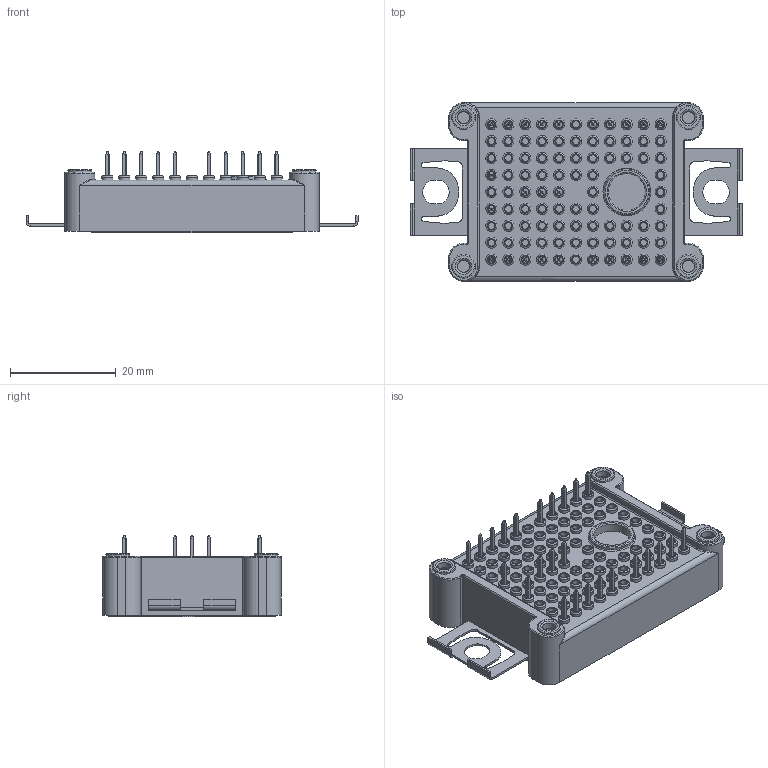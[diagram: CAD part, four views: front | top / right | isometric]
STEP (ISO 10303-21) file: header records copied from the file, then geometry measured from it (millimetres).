
FILE_DESCRIPTION(/* description */ (''),/* implementation_level */ '2;1');
FILE_NAME(/* name */ 'F4-75R06W1E3_Easy1B.stp',/* time_stamp */ '2020-03-21T21:07:26+06:00',/* author */ ('janartha'),/* organization */ (''),/* preprocessor_version */ 'ST-DEVELOPER v17',/* originating_system */ 'Autodesk Inventor 2018',/* authorisation */ '');
FILE_SCHEMA (('AUTOMOTIVE_DESIGN { 1 0 10303 214 3 1 1 }'));
Length unit declared in the file: inch
Products named in the file (1): F4-75R06W1E3
Bounding box: 62.8 x 33.8 x 15.5 mm (x, y, z)
Volume: 14950.1 mm3; surface area: 7662.4 mm2
Topology: 1 solids, 1 shells, 1148 faces, 3006 edges, 2077 vertices
Faces by surface type: plane 489, cylinder 450, torus 116, cone 89, bspline 4
Full cylindrical faces by diameter (mm): 1.3 x89, 2.1 x89, 2.3 x4, 2.5 x4, 4.5 x4, 7 x1, 8.6 x1
Entity records: 37985 total; most frequent: DIRECTION 7063, CARTESIAN_POINT 6422, ORIENTED_EDGE 6004, EDGE_CURVE 3002, AXIS2_PLACEMENT_3D 2926, VERTEX_POINT 2077, CIRCLE 1381, EDGE_LOOP 1377
